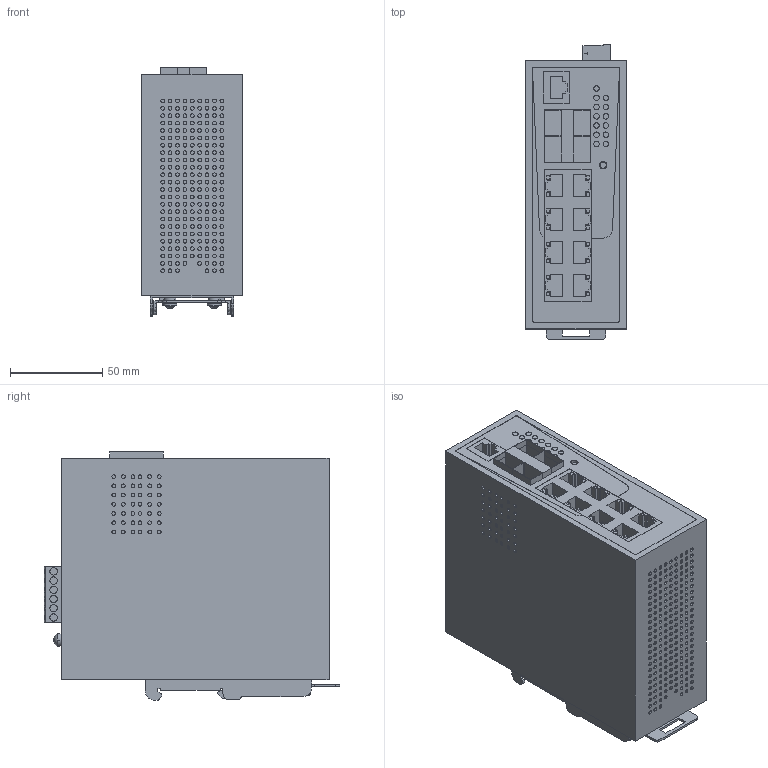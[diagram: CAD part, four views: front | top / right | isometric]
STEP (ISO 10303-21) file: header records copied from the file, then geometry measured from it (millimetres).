
FILE_DESCRIPTION(('CATIA V5 STEP Exchange','CAx-IF Rec.Pracs.--- Model Styling and Organization---1.5--- 2016-08-15','CAx-IF Rec.Pracs.---Supplemental Geometry---1.0---2011-11-01','CAx-IF Rec.Pracs.--- Composite Materials ---1.1---2010-07-15'),'2;1');
FILE_NAME ('D1652143_0', '2025-04-07T05:16:25+00:00', ('none'), ('Weidmueller'), 'CATIA Version 5-6 Release 2022 SP4 HF5', 'CATIA V5 STEP AP214 v3', 'none');
FILE_SCHEMA(('AUTOMOTIVE_DESIGN { 1 0 10303 214 1 1 1 1 }'));
Length unit declared in the file: millimetre
Products named in the file (1): S3D_IE_SW_AL12M_8GTPOE_4GESFP_120W
Bounding box: 54.3 x 159.9 x 134.55 mm (x, y, z)
Volume: 923406 mm3; surface area: 91046.3 mm2
Topology: 1 solids, 2 shells, 1806 faces, 4044 edges, 2693 vertices
Faces by surface type: cylinder 871, plane 860, extrusion 65, revolution 8, sphere 2
Entity records: 47771 total; most frequent: CARTESIAN_POINT 9408, ORIENTED_EDGE 8088, DIRECTION 5562, EDGE_CURVE 4044, VERTEX_POINT 2693, AXIS2_PLACEMENT_3D 2590, EDGE_LOOP 2277, VECTOR 2118
